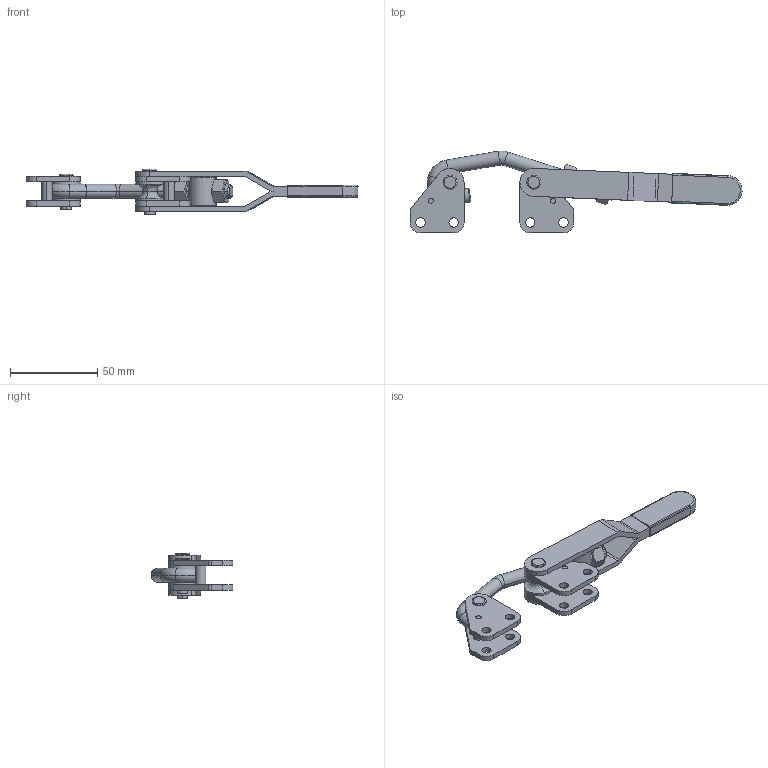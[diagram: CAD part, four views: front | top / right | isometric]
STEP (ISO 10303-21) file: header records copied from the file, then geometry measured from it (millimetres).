
FILE_DESCRIPTION((''),'2;1');
FILE_NAME('405A.1.stp','2005-09-01T11:42:24',('CAD'),(''),'Autodesk Inventor 8','Autodesk Inventor 8','');
FILE_SCHEMA(('AUTOMOTIVE_DESIGN { 1 0 10303 214 1 1 1 1 }'));
Length unit declared in the file: millimetre
Products named in the file (1): Part37
Bounding box: 190.42 x 47.01 x 26.2 mm (x, y, z)
Volume: 37053.2 mm3; surface area: 21692.5 mm2
Topology: 1 solids, 1 shells, 235 faces, 610 edges, 376 vertices
Faces by surface type: cylinder 90, plane 69, cone 48, bspline 16, torus 12
Entity records: 7766 total; most frequent: CARTESIAN_POINT 1916, DIRECTION 1295, ORIENTED_EDGE 1216, EDGE_CURVE 608, AXIS2_PLACEMENT_3D 523, VERTEX_POINT 376, CIRCLE 303, EDGE_LOOP 271
